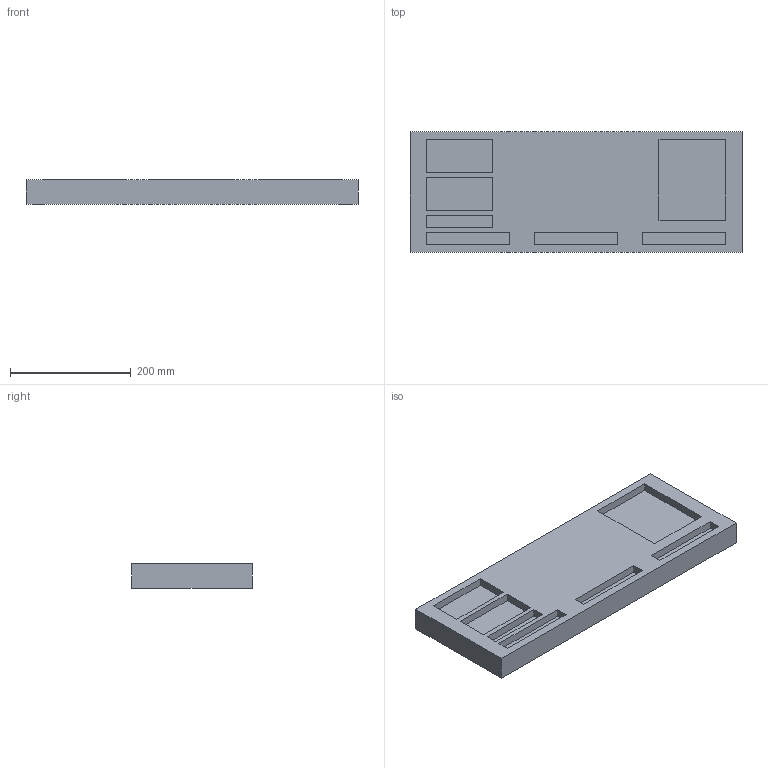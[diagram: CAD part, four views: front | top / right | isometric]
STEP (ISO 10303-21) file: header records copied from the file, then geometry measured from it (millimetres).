
FILE_DESCRIPTION(/* description */ (''),/* implementation_level */ '2;1');
FILE_NAME(/* name */ 'Base.stp',/* time_stamp */ '2023-05-18T23:04:22-05:00',/* author */ ('wob19'),/* organization */ (''),/* preprocessor_version */ 'ST-DEVELOPER v18.1',/* originating_system */ 'Autodesk Inventor 2022',/* authorisation */ '');
FILE_SCHEMA (('AUTOMOTIVE_DESIGN { 1 0 10303 214 3 1 1 }'));
Length unit declared in the file: millimetre
Products named in the file (1): Base
Bounding box: 550 x 200 x 40 mm (x, y, z)
Volume: 3887022.6 mm3; surface area: 314706.6 mm2
Topology: 1 solids, 1 shells, 49 faces, 108 edges, 72 vertices
Faces by surface type: plane 45, cylinder 4
Full cylindrical faces by diameter (mm): 20 x4
Entity records: 1429 total; most frequent: CARTESIAN_POINT 230, ORIENTED_EDGE 216, DIRECTION 216, EDGE_CURVE 108, LINE 100, VECTOR 100, VERTEX_POINT 72, EDGE_LOOP 60
